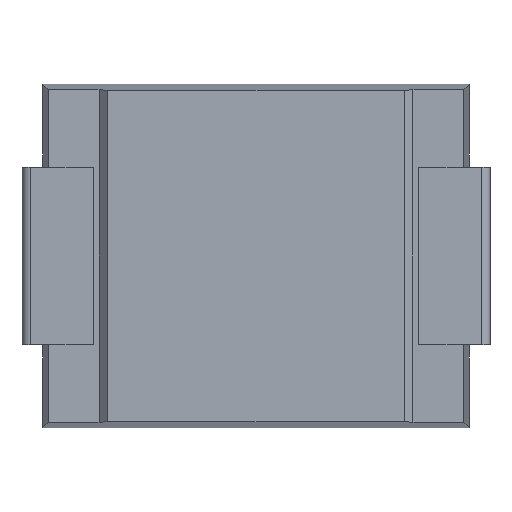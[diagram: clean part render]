
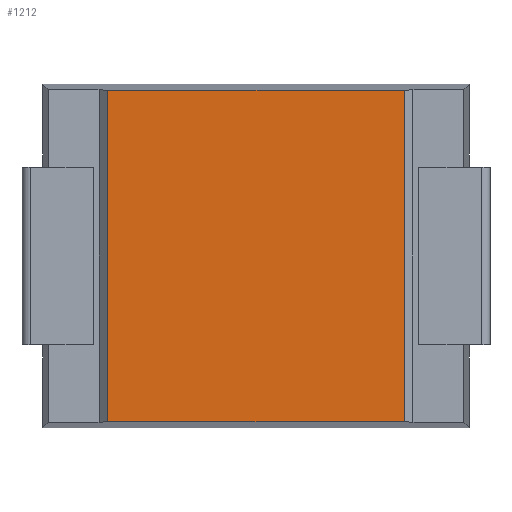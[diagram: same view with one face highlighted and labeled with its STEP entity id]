
A CAD part, front view. The second image highlights one B-rep face of the part: STEP entity #1212.
In plain terms, the highlighted planar face has unit normal (0, -1, 0).
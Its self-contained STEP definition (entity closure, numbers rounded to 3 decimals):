
#5 = VECTOR ( 'NONE', #15, 1000. ) ;
#15 = DIRECTION ( 'NONE',  ( 1., 0., 0. ) ) ;
#47 = CARTESIAN_POINT ( 'NONE',  ( 2.5, 0.05, -2.795 ) ) ;
#85 = DIRECTION ( 'NONE',  ( 0., 1., 0. ) ) ;
#143 = EDGE_LOOP ( 'NONE', ( #1377, #643, #337, #1196 ) ) ;
#159 = DIRECTION ( 'NONE',  ( 0., 0., 1. ) ) ;
#204 = PLANE ( 'NONE',  #501 ) ;
#257 = DIRECTION ( 'NONE',  ( -1., 0., 0. ) ) ;
#337 = ORIENTED_EDGE ( 'NONE', *, *, #1115, .T. ) ;
#460 = VERTEX_POINT ( 'NONE', #1651 ) ;
#469 = LINE ( 'NONE', #1247, #5 ) ;
#501 = AXIS2_PLACEMENT_3D ( 'NONE', #1122, #85, #159 ) ;
#609 = DIRECTION ( 'NONE',  ( 0., 0., 1. ) ) ;
#643 = ORIENTED_EDGE ( 'NONE', *, *, #1225, .T. ) ;
#696 = VERTEX_POINT ( 'NONE', #47 ) ;
#735 = VERTEX_POINT ( 'NONE', #999 ) ;
#827 = FACE_OUTER_BOUND ( 'NONE', #143, .T. ) ;
#850 = VECTOR ( 'NONE', #609, 1000. ) ;
#928 = VECTOR ( 'NONE', #257, 1000. ) ;
#999 = CARTESIAN_POINT ( 'NONE',  ( 2.5, 0.05, 2.795 ) ) ;
#1115 = EDGE_CURVE ( 'NONE', #735, #1903, #1954, .T. ) ;
#1122 = CARTESIAN_POINT ( 'NONE',  ( 0., 0.05, 0. ) ) ;
#1178 = CARTESIAN_POINT ( 'NONE',  ( 0., 0.05, 2.795 ) ) ;
#1186 = EDGE_CURVE ( 'NONE', #460, #1903, #1814, .T. ) ;
#1196 = ORIENTED_EDGE ( 'NONE', *, *, #1186, .F. ) ;
#1206 = CARTESIAN_POINT ( 'NONE',  ( -2.5, 0.05, 0. ) ) ;
#1212 = ADVANCED_FACE ( 'NONE', ( #827 ), #204, .F. ) ;
#1225 = EDGE_CURVE ( 'NONE', #696, #735, #1593, .T. ) ;
#1247 = CARTESIAN_POINT ( 'NONE',  ( 0., 0.05, -2.795 ) ) ;
#1259 = CARTESIAN_POINT ( 'NONE',  ( -2.5, 0.05, 2.795 ) ) ;
#1291 = DIRECTION ( 'NONE',  ( 0., 0., 1. ) ) ;
#1377 = ORIENTED_EDGE ( 'NONE', *, *, #1820, .T. ) ;
#1593 = LINE ( 'NONE', #1763, #1642 ) ;
#1642 = VECTOR ( 'NONE', #1291, 1000. ) ;
#1651 = CARTESIAN_POINT ( 'NONE',  ( -2.5, 0.05, -2.795 ) ) ;
#1763 = CARTESIAN_POINT ( 'NONE',  ( 2.5, 0.05, 0. ) ) ;
#1814 = LINE ( 'NONE', #1206, #850 ) ;
#1820 = EDGE_CURVE ( 'NONE', #460, #696, #469, .T. ) ;
#1903 = VERTEX_POINT ( 'NONE', #1259 ) ;
#1954 = LINE ( 'NONE', #1178, #928 ) ;
